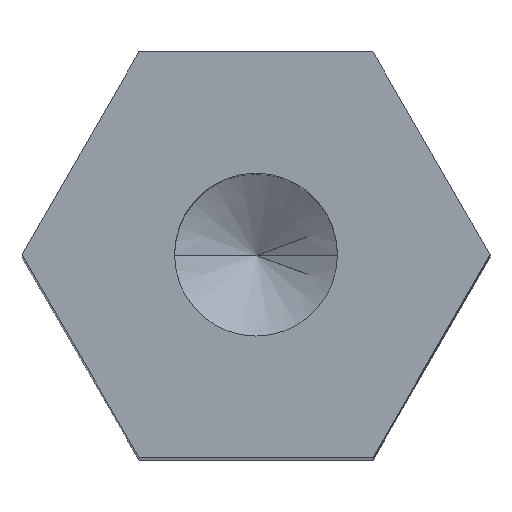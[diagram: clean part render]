
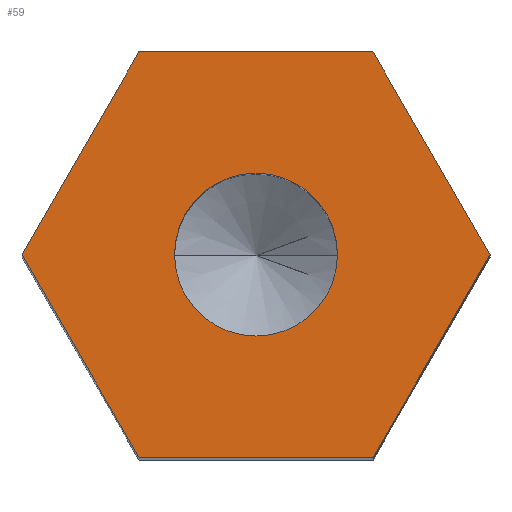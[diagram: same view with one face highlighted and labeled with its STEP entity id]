
A CAD part, top view. The second image highlights one B-rep face of the part: STEP entity #59.
In plain terms, the highlighted planar face has unit normal (0, 0, 1).
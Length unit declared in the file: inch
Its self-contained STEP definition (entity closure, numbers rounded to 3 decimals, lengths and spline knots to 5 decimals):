
#22 = CARTESIAN_POINT ( 'NONE',  ( 0.14434, 0.25, 2. ) ) ;
#23 = AXIS2_PLACEMENT_3D ( 'NONE', #1087, #1088, #1196 ) ;
#24 = VERTEX_POINT ( 'NONE', #22 ) ;
#28 = CARTESIAN_POINT ( 'NONE',  ( 0., 0., 2. ) ) ;
#34 = DIRECTION ( 'NONE',  ( 1., 0., 0. ) ) ;
#45 = LINE ( 'NONE', #233, #331 ) ;
#59 = ADVANCED_FACE ( 'NONE', ( #301, #1045 ), #277, .T. ) ;
#121 = DIRECTION ( 'NONE',  ( -1., 0., 0. ) ) ;
#130 = DIRECTION ( 'NONE',  ( -0.5, -0.866, 0. ) ) ;
#131 = CARTESIAN_POINT ( 'NONE',  ( -0.14434, 0.25, 2. ) ) ;
#135 = EDGE_CURVE ( 'NONE', #561, #801, #595, .T. ) ;
#155 = LINE ( 'NONE', #541, #624 ) ;
#164 = EDGE_CURVE ( 'NONE', #946, #579, #1152, .T. ) ;
#176 = DIRECTION ( 'NONE',  ( 0., 0., 1. ) ) ;
#180 = EDGE_CURVE ( 'NONE', #24, #946, #45, .T. ) ;
#189 = ORIENTED_EDGE ( 'NONE', *, *, #620, .F. ) ;
#233 = CARTESIAN_POINT ( 'NONE',  ( 0.14434, 0.25, 2. ) ) ;
#241 = DIRECTION ( 'NONE',  ( 0.5, 0.866, 0. ) ) ;
#255 = AXIS2_PLACEMENT_3D ( 'NONE', #28, #176, #34 ) ;
#277 = PLANE ( 'NONE',  #255 ) ;
#294 = LINE ( 'NONE', #527, #696 ) ;
#298 = EDGE_LOOP ( 'NONE', ( #643, #1055, #375, #454, #943, #476 ) ) ;
#299 = EDGE_CURVE ( 'NONE', #572, #561, #294, .T. ) ;
#301 = FACE_BOUND ( 'NONE', #531, .T. ) ;
#304 = LINE ( 'NONE', #685, #502 ) ;
#320 = CARTESIAN_POINT ( 'NONE',  ( -0.28868, 0., 2. ) ) ;
#331 = VECTOR ( 'NONE', #121, 39.37008 ) ;
#369 = EDGE_CURVE ( 'NONE', #801, #24, #155, .T. ) ;
#373 = ORIENTED_EDGE ( 'NONE', *, *, #464, .F. ) ;
#375 = ORIENTED_EDGE ( 'NONE', *, *, #180, .T. ) ;
#387 = VERTEX_POINT ( 'NONE', #1005 ) ;
#390 = VECTOR ( 'NONE', #241, 39.37008 ) ;
#402 = VERTEX_POINT ( 'NONE', #1009 ) ;
#406 = CARTESIAN_POINT ( 'NONE',  ( 0.14434, -0.25, 2. ) ) ;
#454 = ORIENTED_EDGE ( 'NONE', *, *, #164, .T. ) ;
#464 = EDGE_CURVE ( 'NONE', #402, #387, #1219, .T. ) ;
#476 = ORIENTED_EDGE ( 'NONE', *, *, #299, .T. ) ;
#480 = CARTESIAN_POINT ( 'NONE',  ( -0.14434, -0.25, 2. ) ) ;
#489 = VECTOR ( 'NONE', #130, 39.37008 ) ;
#498 = DIRECTION ( 'NONE',  ( 1., 0., 0. ) ) ;
#502 = VECTOR ( 'NONE', #1129, 39.37008 ) ;
#523 = CARTESIAN_POINT ( 'NONE',  ( 0.14434, -0.25, 2. ) ) ;
#527 = CARTESIAN_POINT ( 'NONE',  ( -0.14434, -0.25, 2. ) ) ;
#531 = EDGE_LOOP ( 'NONE', ( #373, #189 ) ) ;
#541 = CARTESIAN_POINT ( 'NONE',  ( 0.28868, 0., 2. ) ) ;
#561 = VERTEX_POINT ( 'NONE', #523 ) ;
#562 = EDGE_CURVE ( 'NONE', #579, #572, #304, .T. ) ;
#572 = VERTEX_POINT ( 'NONE', #480 ) ;
#579 = VERTEX_POINT ( 'NONE', #320 ) ;
#595 = LINE ( 'NONE', #406, #390 ) ;
#620 = EDGE_CURVE ( 'NONE', #387, #402, #1155, .T. ) ;
#624 = VECTOR ( 'NONE', #1006, 39.37008 ) ;
#643 = ORIENTED_EDGE ( 'NONE', *, *, #135, .T. ) ;
#675 = AXIS2_PLACEMENT_3D ( 'NONE', #851, #938, #498 ) ;
#685 = CARTESIAN_POINT ( 'NONE',  ( -0.28868, 0., 2. ) ) ;
#696 = VECTOR ( 'NONE', #897, 39.37008 ) ;
#728 = CARTESIAN_POINT ( 'NONE',  ( 0.28868, 0., 2. ) ) ;
#774 = CARTESIAN_POINT ( 'NONE',  ( -0.14434, 0.25, 2. ) ) ;
#801 = VERTEX_POINT ( 'NONE', #728 ) ;
#851 = CARTESIAN_POINT ( 'NONE',  ( 0., 0., 2. ) ) ;
#897 = DIRECTION ( 'NONE',  ( 1., 0., 0. ) ) ;
#938 = DIRECTION ( 'NONE',  ( 0., 0., 1. ) ) ;
#943 = ORIENTED_EDGE ( 'NONE', *, *, #562, .T. ) ;
#946 = VERTEX_POINT ( 'NONE', #774 ) ;
#1005 = CARTESIAN_POINT ( 'NONE',  ( -0.1005, 0., 2. ) ) ;
#1006 = DIRECTION ( 'NONE',  ( -0.5, 0.866, 0. ) ) ;
#1009 = CARTESIAN_POINT ( 'NONE',  ( 0.1005, 0., 2. ) ) ;
#1045 = FACE_OUTER_BOUND ( 'NONE', #298, .T. ) ;
#1055 = ORIENTED_EDGE ( 'NONE', *, *, #369, .T. ) ;
#1087 = CARTESIAN_POINT ( 'NONE',  ( 0., 0., 2. ) ) ;
#1088 = DIRECTION ( 'NONE',  ( 0., 0., 1. ) ) ;
#1129 = DIRECTION ( 'NONE',  ( 0.5, -0.866, 0. ) ) ;
#1152 = LINE ( 'NONE', #131, #489 ) ;
#1155 = CIRCLE ( 'NONE', #675, 0.1005 ) ;
#1196 = DIRECTION ( 'NONE',  ( 1., 0., 0. ) ) ;
#1219 = CIRCLE ( 'NONE', #23, 0.1005 ) ;
